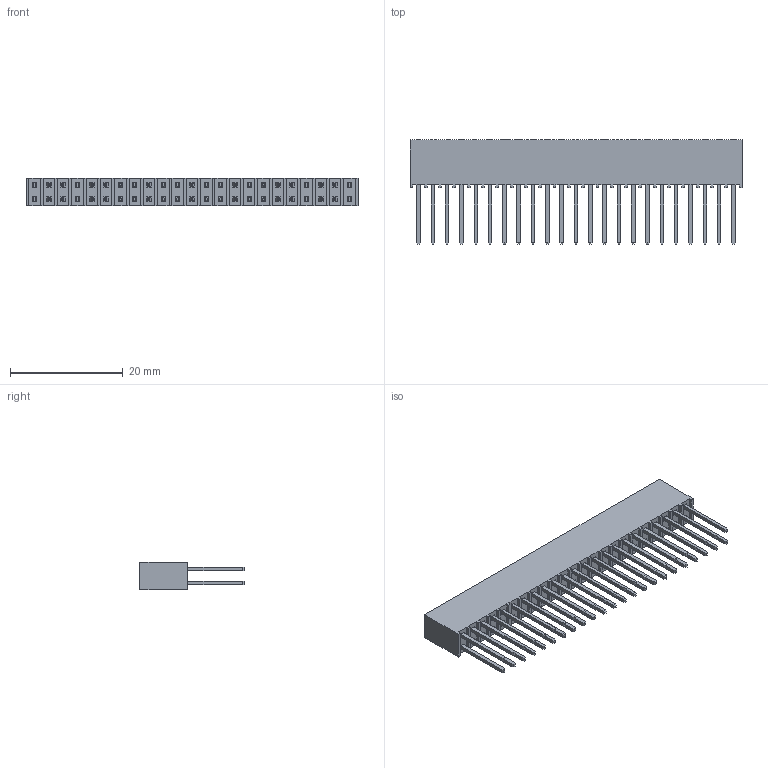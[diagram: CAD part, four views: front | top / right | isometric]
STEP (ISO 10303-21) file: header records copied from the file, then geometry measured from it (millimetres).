
FILE_DESCRIPTION(/* description */ ('STEP AP214'),/* implementation_level */ '2;1');
FILE_NAME(/* name */ 'SSQ-123-03-G-D',/* time_stamp */ '2025-12-09T18:36:16+01:00',/* author */ ('License CC BY-ND 4.0'),/* organization */ ('CADENAS'),/* preprocessor_version */ 'ST-DEVELOPER v20',/* originating_system */ 'PARTsolutions',/* authorisation */ ' ');
FILE_SCHEMA (('AUTOMOTIVE_DESIGN {1 0 10303 214 3 1 1}'));
Length unit declared in the file: inch
Products named in the file (3): SSQ-123-03-G-D; T1SSQ-123-03-G-D; P2SSQ-123-03-G-D
Assembly tree (2 placements, depth 2):
  SSQ-123-03-G-D
    T1SSQ-123-03-G-D
    P2SSQ-123-03-G-D
Bounding box: 58.93 x 18.52 x 4.95 mm (x, y, z)
Volume: 2365.1 mm3; surface area: 4542.6 mm2
Topology: 2 solids, 2 shells, 662 faces, 1836 edges, 1224 vertices
Faces by surface type: plane 662
Entity records: 20962 total; most frequent: CARTESIAN_POINT 3725, ORIENTED_EDGE 3672, DIRECTION 3166, EDGE_CURVE 1836, LINE 1836, VECTOR 1836, VERTEX_POINT 1224, EDGE_LOOP 800
